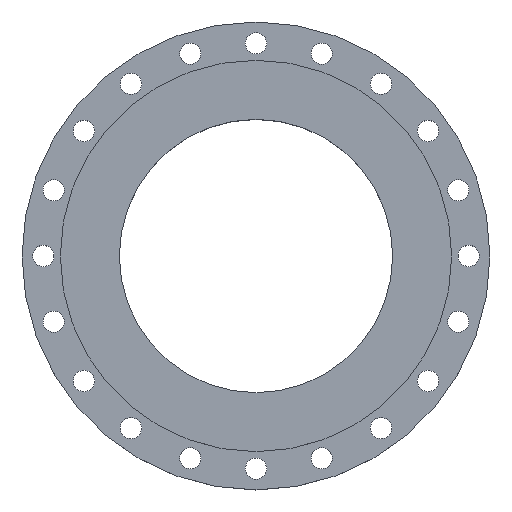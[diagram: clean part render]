
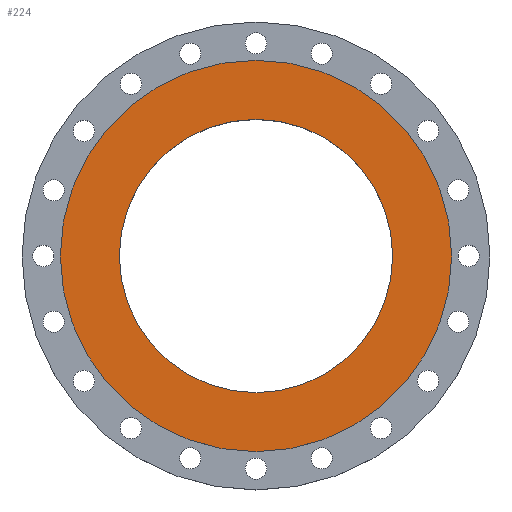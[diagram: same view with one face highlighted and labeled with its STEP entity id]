
A CAD part, top view. The second image highlights one B-rep face of the part: STEP entity #224.
In plain terms, the highlighted planar face has unit normal (0, 0, 1).
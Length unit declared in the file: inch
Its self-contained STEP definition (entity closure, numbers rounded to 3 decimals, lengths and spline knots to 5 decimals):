
#48 = ORIENTED_EDGE ( 'NONE', *, *, #992, .F. ) ;
#64 = EDGE_LOOP ( 'NONE', ( #1277, #429 ) ) ;
#109 = DIRECTION ( 'NONE',  ( 0., 0., 1. ) ) ;
#129 = FACE_BOUND ( 'NONE', #1672, .T. ) ;
#152 = CARTESIAN_POINT ( 'NONE',  ( 0., 0., 0. ) ) ;
#186 = CARTESIAN_POINT ( 'NONE',  ( 8.03125, 0., 0. ) ) ;
#224 = ADVANCED_FACE ( 'NONE', ( #129, #1571 ), #1402, .F. ) ;
#312 = VERTEX_POINT ( 'NONE', #1239 ) ;
#334 = CIRCLE ( 'NONE', #1488, 8.03125 ) ;
#374 = CIRCLE ( 'NONE', #913, 8.03125 ) ;
#396 = ORIENTED_EDGE ( 'NONE', *, *, #931, .F. ) ;
#429 = ORIENTED_EDGE ( 'NONE', *, *, #1941, .T. ) ;
#461 = DIRECTION ( 'NONE',  ( 0., 0., 1. ) ) ;
#494 = DIRECTION ( 'NONE',  ( 1., 0., 0. ) ) ;
#634 = DIRECTION ( 'NONE',  ( 0., 0., -1. ) ) ;
#710 = CIRCLE ( 'NONE', #1451, 11.5 ) ;
#736 = CARTESIAN_POINT ( 'NONE',  ( -11.5, 0., 0. ) ) ;
#807 = CARTESIAN_POINT ( 'NONE',  ( 0., 0., 0. ) ) ;
#809 = AXIS2_PLACEMENT_3D ( 'NONE', #2055, #634, #918 ) ;
#913 = AXIS2_PLACEMENT_3D ( 'NONE', #807, #461, #1242 ) ;
#914 = VERTEX_POINT ( 'NONE', #1581 ) ;
#918 = DIRECTION ( 'NONE',  ( -1., 0., 0. ) ) ;
#931 = EDGE_CURVE ( 'NONE', #1993, #914, #374, .T. ) ;
#992 = EDGE_CURVE ( 'NONE', #914, #1993, #334, .T. ) ;
#1148 = DIRECTION ( 'NONE',  ( 1., 0., 0. ) ) ;
#1230 = CIRCLE ( 'NONE', #1742, 11.5 ) ;
#1239 = CARTESIAN_POINT ( 'NONE',  ( 11.5, 0., 0. ) ) ;
#1242 = DIRECTION ( 'NONE',  ( 1., 0., 0. ) ) ;
#1277 = ORIENTED_EDGE ( 'NONE', *, *, #2064, .T. ) ;
#1299 = DIRECTION ( 'NONE',  ( 0., 0., 1. ) ) ;
#1356 = VERTEX_POINT ( 'NONE', #736 ) ;
#1383 = DIRECTION ( 'NONE',  ( 1., 0., 0. ) ) ;
#1402 = PLANE ( 'NONE',  #809 ) ;
#1451 = AXIS2_PLACEMENT_3D ( 'NONE', #1763, #1917, #494 ) ;
#1488 = AXIS2_PLACEMENT_3D ( 'NONE', #1538, #109, #1383 ) ;
#1538 = CARTESIAN_POINT ( 'NONE',  ( 0., 0., 0. ) ) ;
#1571 = FACE_OUTER_BOUND ( 'NONE', #64, .T. ) ;
#1581 = CARTESIAN_POINT ( 'NONE',  ( -8.03125, 0., 0. ) ) ;
#1672 = EDGE_LOOP ( 'NONE', ( #396, #48 ) ) ;
#1742 = AXIS2_PLACEMENT_3D ( 'NONE', #152, #1299, #1148 ) ;
#1763 = CARTESIAN_POINT ( 'NONE',  ( 0., 0., 0. ) ) ;
#1917 = DIRECTION ( 'NONE',  ( 0., 0., 1. ) ) ;
#1941 = EDGE_CURVE ( 'NONE', #1356, #312, #710, .T. ) ;
#1993 = VERTEX_POINT ( 'NONE', #186 ) ;
#2055 = CARTESIAN_POINT ( 'NONE',  ( 0., 8.03125, 0. ) ) ;
#2064 = EDGE_CURVE ( 'NONE', #312, #1356, #1230, .T. ) ;
